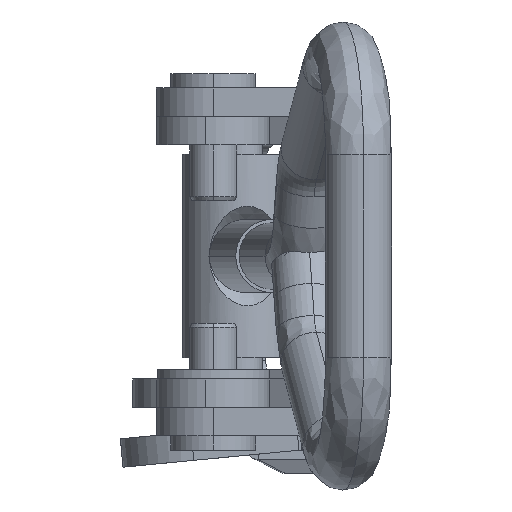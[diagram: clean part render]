
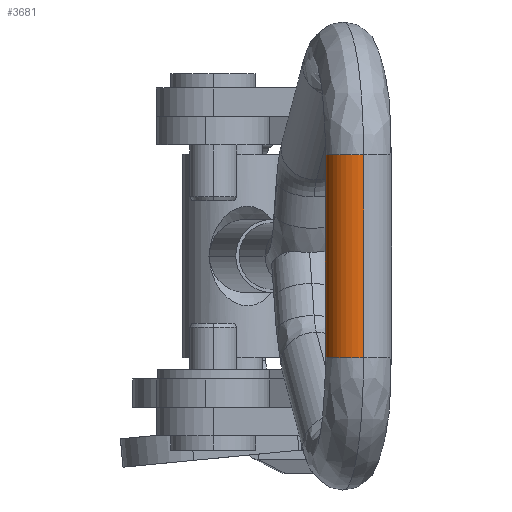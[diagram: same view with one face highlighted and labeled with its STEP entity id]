
A CAD part, left-side view. The second image highlights one B-rep face of the part: STEP entity #3681.
In plain terms, the highlighted free-form (B-spline) face has degree [3, 1] with [4, 2] control points.
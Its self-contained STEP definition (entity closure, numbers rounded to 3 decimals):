
#32 = VECTOR ( 'NONE', #4373, 1000. ) ;
#551 = DIRECTION ( 'NONE',  ( -1., -0.006, 0. ) ) ;
#1021 = CARTESIAN_POINT ( 'NONE',  ( 10.72, 88.5, 0. ) ) ;
#1391 = EDGE_CURVE ( 'NONE', #6150, #5792, #4661, .T. ) ;
#1493 = CARTESIAN_POINT ( 'NONE',  ( -10.72, 95.5, 0. ) ) ;
#1739 = AXIS2_PLACEMENT_3D ( 'NONE', #5940, #2564, #6528 ) ;
#2027 = CARTESIAN_POINT ( 'NONE',  ( 10.68, 95.5, 0. ) ) ;
#2048 = CARTESIAN_POINT ( 'NONE',  ( 10.68, 95.5, -7. ) ) ;
#2077 = CIRCLE ( 'NONE', #7075, 3.5 ) ;
#2547 = CARTESIAN_POINT ( 'NONE',  ( 10.68, 95.5, 0. ) ) ;
#2564 = DIRECTION ( 'NONE',  ( -1., -0.006, 0. ) ) ;
#2623 = CARTESIAN_POINT ( 'NONE',  ( 10.72, 88.5, -7. ) ) ;
#2828 = CARTESIAN_POINT ( 'NONE',  ( -10.72, 95.5, 0. ) ) ;
#2867 = FACE_OUTER_BOUND ( 'NONE', #3147, .T. ) ;
#2869 = ORIENTED_EDGE ( 'NONE', *, *, #4138, .F. ) ;
#3040 = LINE ( 'NONE', #1021, #32 ) ;
#3147 = EDGE_LOOP ( 'NONE', ( #4301, #6925, #5978, #2869 ) ) ;
#3176 = CARTESIAN_POINT ( 'NONE',  ( 10.72, 88.5, 0. ) ) ;
#3681 = ADVANCED_FACE ( 'NONE', ( #2867 ), #6880, .T. ) ;
#3920 = CARTESIAN_POINT ( 'NONE',  ( 10.7, 92., 0. ) ) ;
#4138 = EDGE_CURVE ( 'NONE', #5792, #6966, #5049, .T. ) ;
#4292 = EDGE_CURVE ( 'NONE', #5419, #6966, #3040, .T. ) ;
#4301 = ORIENTED_EDGE ( 'NONE', *, *, #1391, .F. ) ;
#4373 = DIRECTION ( 'NONE',  ( -1., 0., 0. ) ) ;
#4483 = DIRECTION ( 'NONE',  ( 0.006, -1., 0. ) ) ;
#4489 = VECTOR ( 'NONE', #5449, 1000. ) ;
#4661 = LINE ( 'NONE', #2547, #4489 ) ;
#5049 = CIRCLE ( 'NONE', #1739, 3.5 ) ;
#5419 = VERTEX_POINT ( 'NONE', #7272 ) ;
#5421 = CARTESIAN_POINT ( 'NONE',  ( 10.68, 95.5, 0. ) ) ;
#5449 = DIRECTION ( 'NONE',  ( -1., 0., 0. ) ) ;
#5482 = EDGE_CURVE ( 'NONE', #6150, #5419, #2077, .T. ) ;
#5792 = VERTEX_POINT ( 'NONE', #2828 ) ;
#5940 = CARTESIAN_POINT ( 'NONE',  ( -10.7, 92., 0. ) ) ;
#5978 = ORIENTED_EDGE ( 'NONE', *, *, #4292, .T. ) ;
#5998 = CARTESIAN_POINT ( 'NONE',  ( -10.72, 95.5, -7. ) ) ;
#6150 = VERTEX_POINT ( 'NONE', #2027 ) ;
#6256 = CARTESIAN_POINT ( 'NONE',  ( -10.68, 88.5, 0. ) ) ;
#6528 = DIRECTION ( 'NONE',  ( 0.006, -1., 0. ) ) ;
#6569 = CARTESIAN_POINT ( 'NONE',  ( -10.68, 88.5, -7. ) ) ;
#6880 =( BOUNDED_SURFACE ( )  B_SPLINE_SURFACE ( 3, 1, ( 
 ( #5421, #1493 ),
 ( #2048, #5998 ),
 ( #2623, #6569 ),
 ( #3176, #7135 ) ),
 .UNSPECIFIED., .F., .F., .T. ) 
 B_SPLINE_SURFACE_WITH_KNOTS ( ( 4, 4 ),
 ( 2, 2 ),
 ( 0., 1. ),
 ( 0., 1. ),
 .UNSPECIFIED. ) 
 GEOMETRIC_REPRESENTATION_ITEM ( )  RATIONAL_B_SPLINE_SURFACE ( (
 ( 1., 1.),
 ( 0.333, 0.333),
 ( 0.333, 0.333),
 ( 1., 1.) ) ) 
 REPRESENTATION_ITEM ( '' )  SURFACE ( )  );
#6925 = ORIENTED_EDGE ( 'NONE', *, *, #5482, .T. ) ;
#6966 = VERTEX_POINT ( 'NONE', #6256 ) ;
#7075 = AXIS2_PLACEMENT_3D ( 'NONE', #3920, #551, #4483 ) ;
#7135 = CARTESIAN_POINT ( 'NONE',  ( -10.68, 88.5, 0. ) ) ;
#7272 = CARTESIAN_POINT ( 'NONE',  ( 10.72, 88.5, 0. ) ) ;
